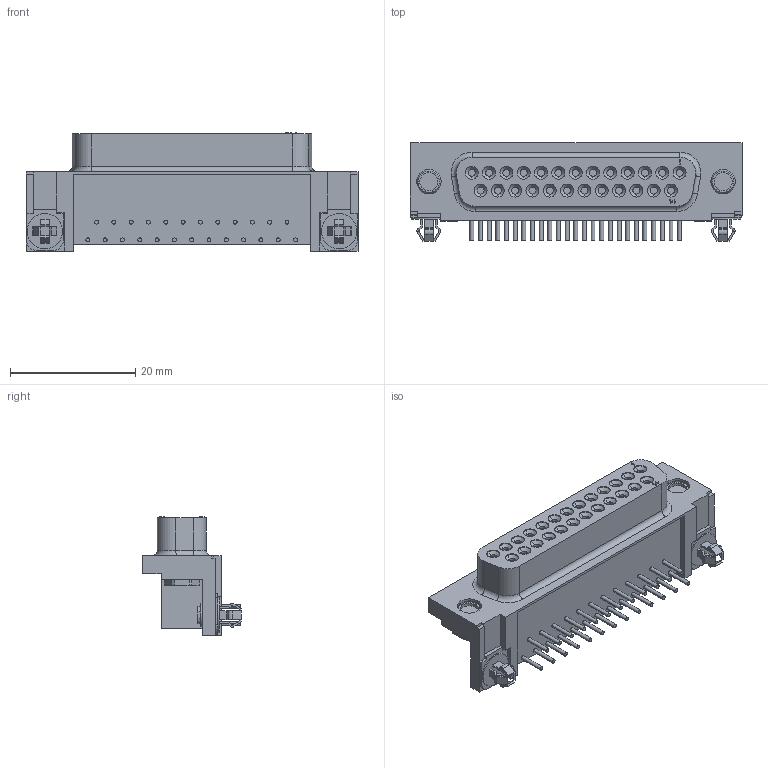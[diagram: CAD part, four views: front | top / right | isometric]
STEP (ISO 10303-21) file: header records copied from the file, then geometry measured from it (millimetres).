
FILE_DESCRIPTION((''),'2;1');
FILE_NAME('C-5747846-4','2017-02-28T',('workeradm'),('Tyco Electronics Ltd.'),'CREO PARAMETRIC BY PTC INC, 2016050','CREO PARAMETRIC BY PTC INC, 2016050','');
FILE_SCHEMA(('AUTOMOTIVE_DESIGN { 1 0 10303 214 1 1 1 1 }'));
Length unit declared in the file: millimetre
Products named in the file (1): C-5747846-4
Bounding box: 53.09 x 15.81 x 18.9 mm (x, y, z)
Volume: 6897.5 mm3; surface area: 3936.2 mm2
Topology: 1 solids, 1 shells, 597 faces, 1412 edges, 898 vertices
Faces by surface type: plane 285, cylinder 250, cone 58, torus 4
Entity records: 17198 total; most frequent: DIRECTION 3134, CARTESIAN_POINT 2909, ORIENTED_EDGE 2824, EDGE_CURVE 1412, AXIS2_PLACEMENT_3D 1125, VERTEX_POINT 898, VECTOR 884, LINE 884
